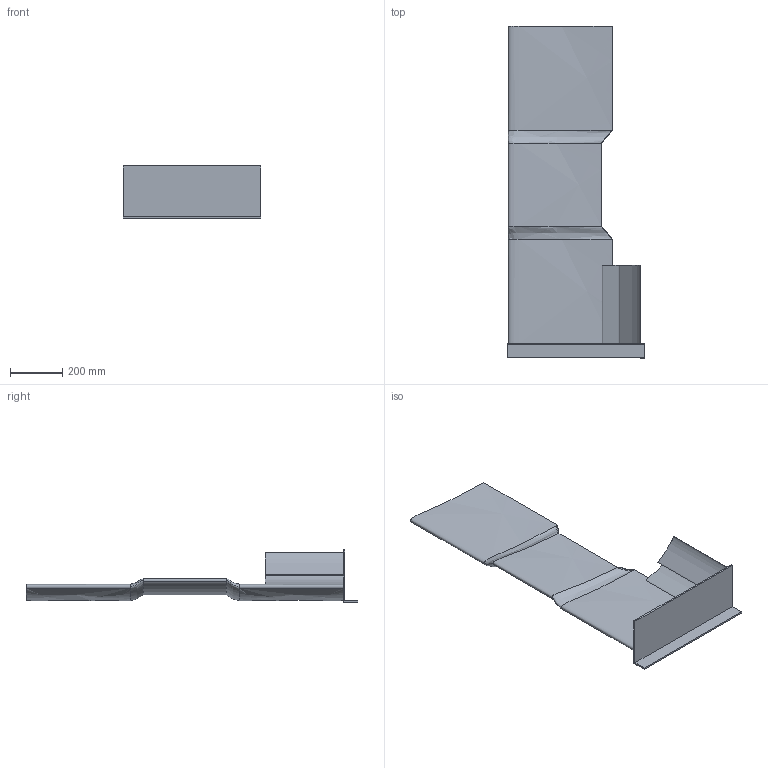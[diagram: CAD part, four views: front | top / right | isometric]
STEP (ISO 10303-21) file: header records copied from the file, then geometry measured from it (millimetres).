
FILE_DESCRIPTION (( 'STEP AP214' ), '1' );
FILE_NAME ('Midplane Evaluation3dV2.STEP', '2023-09-21T19:31:23', ( '' ), ( '' ), 'SwSTEP 2.0', 'SolidWorks 2022', '' );
FILE_SCHEMA (( 'AUTOMOTIVE_DESIGN' ));
Length unit declared in the file: millimetre
Products named in the file (5): Midplane Evaluation3dV2; S1223; 224FrontWingVersion1; NACA6412 Fixed_Raised Center; Mock End Plate
Assembly tree (5 placements, depth 3):
  Midplane Evaluation3dV2
    224FrontWingVersion1
      NACA6412 Fixed_Raised Center
      Mock End Plate
      S1223  x2
Bounding box: 530 x 1276 x 200 mm (x, y, z)
Volume: 16670408.9 mm3; surface area: 1432283.6 mm2
Topology: 4 solids, 4 shells, 28 faces, 60 edges, 40 vertices
Faces by surface type: plane 16, bspline 12
Entity records: 3704 total; most frequent: CARTESIAN_POINT 3066, ORIENTED_EDGE 108, DIRECTION 72, EDGE_CURVE 54, VERTEX_POINT 36, LINE 28, VECTOR 28, B_SPLINE_CURVE_WITH_KNOTS 26
